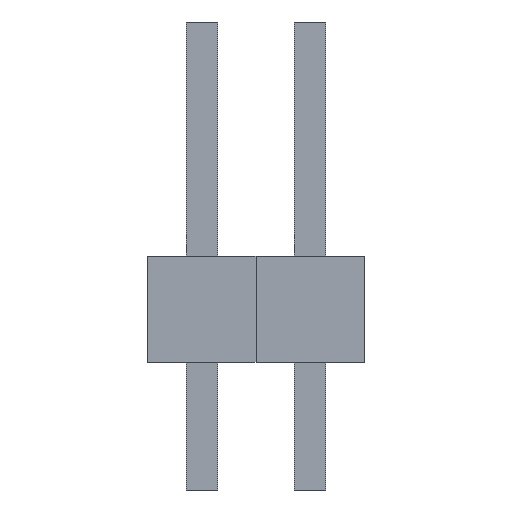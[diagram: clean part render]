
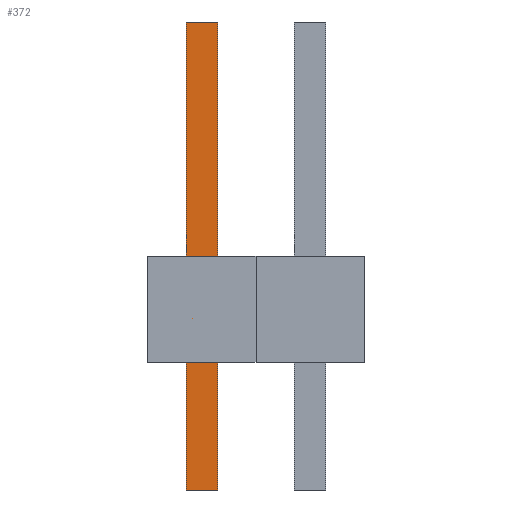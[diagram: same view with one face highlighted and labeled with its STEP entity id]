
A CAD part, front view. The second image highlights one B-rep face of the part: STEP entity #372.
In plain terms, the highlighted planar face has unit normal (0, -1, 0).
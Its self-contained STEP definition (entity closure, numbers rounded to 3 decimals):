
#13=DIRECTION('',(0.,0.,1.));
#14=DIRECTION('',(1.,0.,0.));
#213=VECTOR('',#13,1.);
#220=DIRECTION('',(0.,1.,0.));
#262=VECTOR('',#14,1.);
#326=EDGE_CURVE('',#327,#329,#331,.T.);
#327=VERTEX_POINT('',#328);
#328=CARTESIAN_POINT('',(-0.371,-0.371,-3.));
#329=VERTEX_POINT('',#330);
#330=CARTESIAN_POINT('',(-0.371,-0.371,8.));
#331=LINE('',#328,#213);
#350=ORIENTED_EDGE('',*,*,#351,.F.);
#351=EDGE_CURVE('',#352,#354,#356,.T.);
#352=VERTEX_POINT('',#353);
#353=CARTESIAN_POINT('',(0.371,-0.371,-3.));
#354=VERTEX_POINT('',#355);
#355=CARTESIAN_POINT('',(0.371,-0.371,8.));
#356=LINE('',#353,#213);
#372=ADVANCED_FACE('',(#373),#382,.F.);
#373=FACE_BOUND('',#374,.F.);
#374=EDGE_LOOP('',(#375,#378,#379,#350));
#375=ORIENTED_EDGE('',*,*,#376,.F.);
#376=EDGE_CURVE('',#327,#352,#377,.T.);
#377=LINE('',#328,#262);
#378=ORIENTED_EDGE('',*,*,#326,.T.);
#379=ORIENTED_EDGE('',*,*,#380,.T.);
#380=EDGE_CURVE('',#329,#354,#381,.T.);
#381=LINE('',#330,#262);
#382=PLANE('',#383);
#383=AXIS2_PLACEMENT_3D('',#328,#220,#13);
